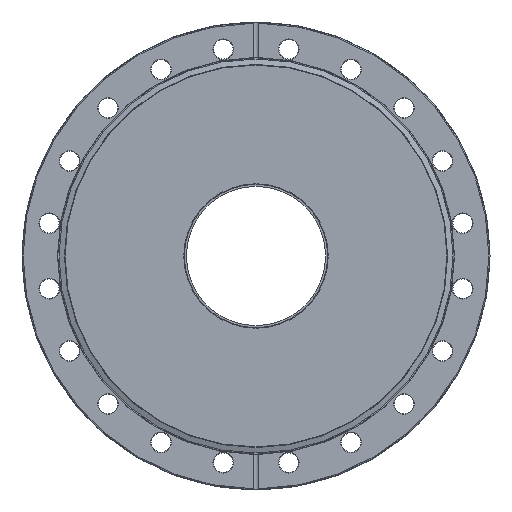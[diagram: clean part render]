
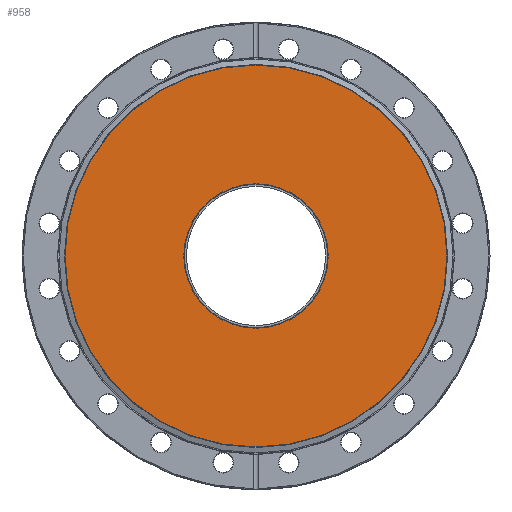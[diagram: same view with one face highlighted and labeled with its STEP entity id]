
A CAD part, front view. The second image highlights one B-rep face of the part: STEP entity #958.
In plain terms, the highlighted planar face has unit normal (0, -1, 0).
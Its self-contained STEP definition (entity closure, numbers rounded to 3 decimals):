
#24 = DIRECTION ( 'NONE',  ( 0., 0., -1. ) ) ;
#153 = ORIENTED_EDGE ( 'NONE', *, *, #1326, .T. ) ;
#441 = CARTESIAN_POINT ( 'NONE',  ( -31.25, -21.18, 0. ) ) ;
#460 = CARTESIAN_POINT ( 'NONE',  ( 0., -21.18, -82.593 ) ) ;
#670 = FACE_BOUND ( 'NONE', #4604, .T. ) ;
#757 = EDGE_LOOP ( 'NONE', ( #153 ) ) ;
#759 = DIRECTION ( 'NONE',  ( 0., -1., 0. ) ) ;
#911 = DIRECTION ( 'NONE',  ( 0., 0., -1. ) ) ;
#958 = ADVANCED_FACE ( 'NONE', ( #670, #3513 ), #1911, .T. ) ;
#982 = VERTEX_POINT ( 'NONE', #3922 ) ;
#1326 = EDGE_CURVE ( 'NONE', #2913, #2913, #3163, .T. ) ;
#1499 = DIRECTION ( 'NONE',  ( 0., 1., 0. ) ) ;
#1789 = AXIS2_PLACEMENT_3D ( 'NONE', #441, #759, #3346 ) ;
#1864 = CARTESIAN_POINT ( 'NONE',  ( 0., -21.18, 0. ) ) ;
#1911 = PLANE ( 'NONE',  #1789 ) ;
#2009 = AXIS2_PLACEMENT_3D ( 'NONE', #1864, #1499, #24 ) ;
#2088 = DIRECTION ( 'NONE',  ( 0., -1., 0. ) ) ;
#2124 = AXIS2_PLACEMENT_3D ( 'NONE', #2764, #2088, #911 ) ;
#2764 = CARTESIAN_POINT ( 'NONE',  ( 0., -21.18, 0. ) ) ;
#2845 = ORIENTED_EDGE ( 'NONE', *, *, #4547, .T. ) ;
#2913 = VERTEX_POINT ( 'NONE', #460 ) ;
#3163 = CIRCLE ( 'NONE', #2124, 82.593 ) ;
#3346 = DIRECTION ( 'NONE',  ( 0., 0., -1. ) ) ;
#3513 = FACE_OUTER_BOUND ( 'NONE', #757, .T. ) ;
#3922 = CARTESIAN_POINT ( 'NONE',  ( 0., -21.18, -31.25 ) ) ;
#4462 = CIRCLE ( 'NONE', #2009, 31.25 ) ;
#4547 = EDGE_CURVE ( 'NONE', #982, #982, #4462, .T. ) ;
#4604 = EDGE_LOOP ( 'NONE', ( #2845 ) ) ;
